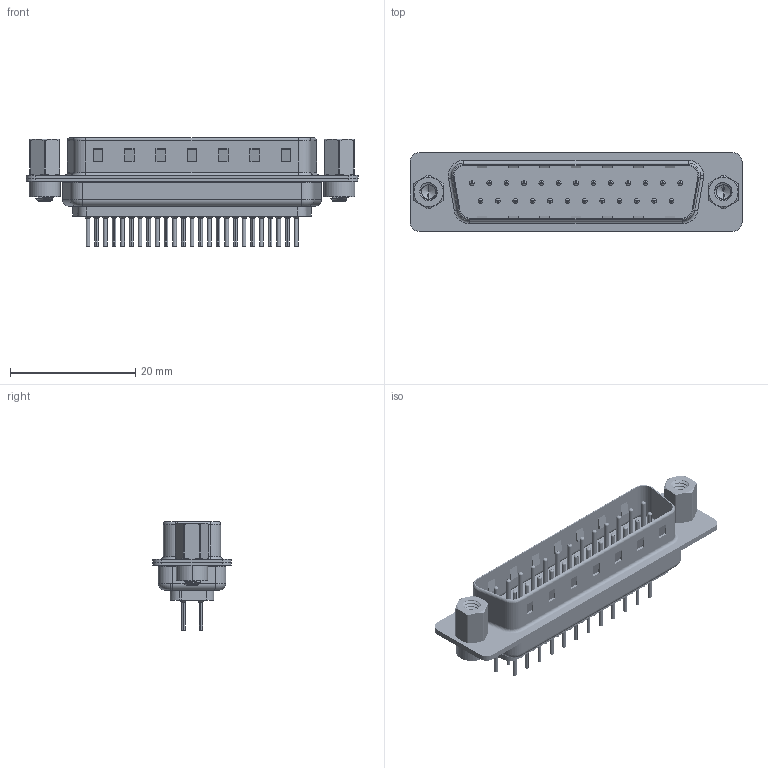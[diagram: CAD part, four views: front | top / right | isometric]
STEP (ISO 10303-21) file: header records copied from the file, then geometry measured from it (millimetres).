
FILE_DESCRIPTION (( 'STEP AP203' ), '1' );
FILE_NAME ('627-025-620-263.STEP', '2020-07-14T22:27:11', ( '' ), ( '' ), 'SwSTEP 2.0', 'SolidWorks 2020', '' );
FILE_SCHEMA (( 'CONFIG_CONTROL_DESIGN' ));
Length unit declared in the file: millimetre
Products named in the file (8): 627 Contact Row 2_20L; 627 Housing_25 LP; 627 Contact Row 1_20L; 627-025-620-263; 627 Shell Rear_25 Contacts; 627 Shell Front_25 Contacts; 627 4-40 Hex Standoff; 627 4-40 Threaded Rivet
Assembly tree (32 placements, depth 2):
  627-025-620-263
    627 Housing_25 LP
    627 Shell Front_25 Contacts
    627 Shell Rear_25 Contacts
    627 Contact Row 1_20L  x13
    627 Contact Row 2_20L  x12
    627 4-40 Threaded Rivet  x2
    627 4-40 Hex Standoff  x2
Bounding box: 53 x 12.6 x 17.3 mm (x, y, z)
Volume: 2889.6 mm3; surface area: 8276.6 mm2
Topology: 32 solids, 32 shells, 2948 faces, 7720 edges, 4797 vertices
Faces by surface type: cylinder 1132, plane 793, torus 725, cone 280, bspline 18
Entity records: 29807 total; most frequent: CARTESIAN_POINT 8980, DIRECTION 4245, ORIENTED_EDGE 3926, EDGE_CURVE 1963, AXIS2_PLACEMENT_3D 1672, VERTEX_POINT 1254, EDGE_LOOP 937, VECTOR 901
